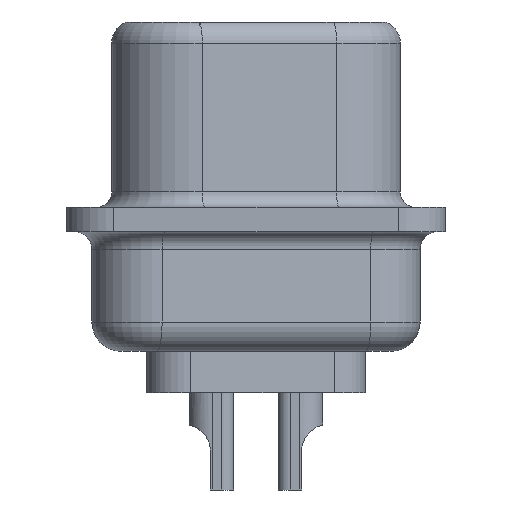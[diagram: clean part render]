
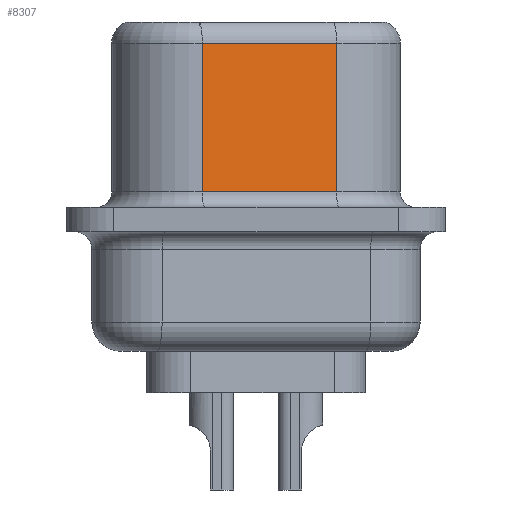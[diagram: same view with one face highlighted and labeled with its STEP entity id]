
A CAD part, left-side view. The second image highlights one B-rep face of the part: STEP entity #8307.
In plain terms, the highlighted planar face has unit normal (-0.985, -0.174, 0).
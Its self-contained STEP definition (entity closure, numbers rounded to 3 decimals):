
#202=DIRECTION('',(-0.174,0.985,0.));
#203=VECTOR('',#202,4.488);
#204=CARTESIAN_POINT('',(-19.232,-2.651,
-0.709));
#205=LINE('',#204,#203);
#206=DIRECTION('',(-0.174,0.985,0.));
#207=VECTOR('',#206,4.488);
#208=CARTESIAN_POINT('',(-19.232,-2.651,-5.592));
#209=LINE('',#208,#207);
#210=DIRECTION('',(0.,0.,1.));
#211=VECTOR('',#210,4.883);
#212=CARTESIAN_POINT('',(-20.011,1.769,-5.592));
#213=LINE('',#212,#211);
#5405=DIRECTION('',(0.,0.,1.));
#5406=VECTOR('',#5405,4.883);
#5407=CARTESIAN_POINT('',(-19.232,-2.651,-5.592));
#5408=LINE('',#5407,#5406);
#6564=CARTESIAN_POINT('',(-19.232,-2.651,-5.592));
#6565=VERTEX_POINT('',#6564);
#6568=CARTESIAN_POINT('',(-20.011,1.769,-5.592));
#6569=VERTEX_POINT('',#6568);
#6645=CARTESIAN_POINT('',(-20.011,1.769,
-0.709));
#6647=VERTEX_POINT('',#6645);
#6648=CARTESIAN_POINT('',(-19.232,-2.651,
-0.709));
#6649=VERTEX_POINT('',#6648);
#8294=CARTESIAN_POINT('',(-20.011,1.769,-6.1));
#8295=DIRECTION('',(-0.985,-0.174,0.));
#8296=DIRECTION('',(0.174,-0.985,0.));
#8297=AXIS2_PLACEMENT_3D('',#8294,#8295,#8296);
#8298=PLANE('',#8297);
#8300=ORIENTED_EDGE('',*,*,#8299,.F.);
#8302=ORIENTED_EDGE('',*,*,#8301,.F.);
#8303=ORIENTED_EDGE('',*,*,#8284,.T.);
#8304=ORIENTED_EDGE('',*,*,#8168,.T.);
#8305=EDGE_LOOP('',(#8300,#8302,#8303,#8304));
#8306=FACE_OUTER_BOUND('',#8305,.F.);
#8168=EDGE_CURVE('',#6569,#6647,#213,.T.);
#8284=EDGE_CURVE('',#6565,#6569,#209,.T.);
#8299=EDGE_CURVE('',#6649,#6647,#205,.T.);
#8301=EDGE_CURVE('',#6565,#6649,#5408,.T.);
#8307=ADVANCED_FACE('',(#8306),#8298,.T.);
